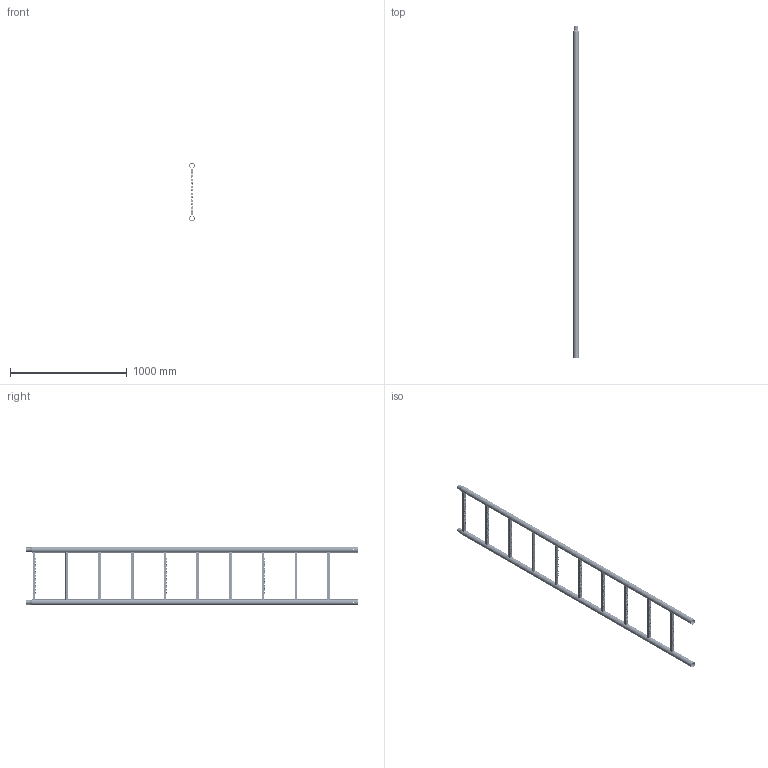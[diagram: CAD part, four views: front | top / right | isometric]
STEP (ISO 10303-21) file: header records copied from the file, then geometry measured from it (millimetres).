
FILE_DESCRIPTION (( 'STEP AP203' ), '1' );
FILE_NAME ('9294000010.STEP', '2024-04-23T14:25:27', ( '' ), ( '' ), 'SwSTEP 2.0', 'SolidWorks 2022', '' );
FILE_SCHEMA (( 'CONFIG_CONTROL_DESIGN' ));
Products named in the file (1): 9294000010
Bounding box: 48.3 x 2840 x 498.3 mm (x, y, z)
Volume: 2155653.5 mm3; surface area: 2198696.5 mm2
Topology: 12 solids, 12 shells, 4694 faces, 13116 edges, 8016 vertices
Faces by surface type: cone 1568, plane 1074, torus 1048, cylinder 914, bspline 90
Entity records: 165671 total; most frequent: CARTESIAN_POINT 38725, DIRECTION 29278, ORIENTED_EDGE 26232, EDGE_CURVE 13116, AXIS2_PLACEMENT_3D 12113, VERTEX_POINT 8016, CIRCLE 7508, EDGE_LOOP 5316
